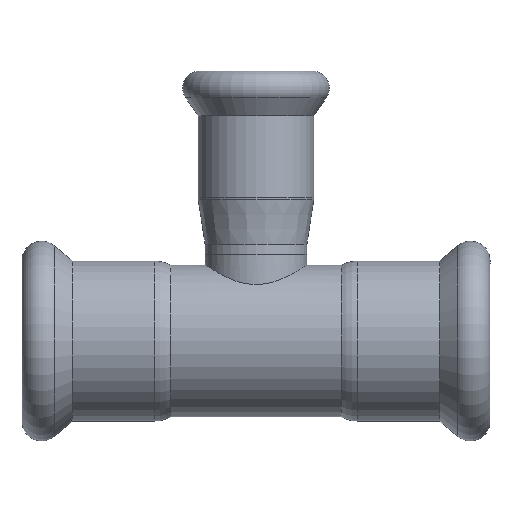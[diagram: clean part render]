
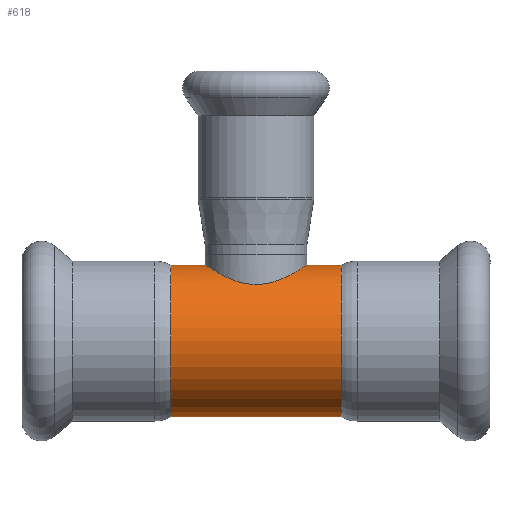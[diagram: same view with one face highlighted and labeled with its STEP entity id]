
A CAD part, front view. The second image highlights one B-rep face of the part: STEP entity #618.
In plain terms, the highlighted cylindrical face has radius 12 mm (diameter 24 mm), a full revolution.
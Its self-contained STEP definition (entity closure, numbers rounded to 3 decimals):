
#106=FACE_BOUND($,#206,.T.);
#107=FACE_BOUND($,#207,.T.);
#108=FACE_BOUND($,#208,.T.);
#155=B_SPLINE_CURVE_WITH_KNOTS($,3,(#1050,#1051,#1052,#1053,#1054,#1055,
#1056,#1057,#1058,#1059,#1060,#1061,#1062,#1063,#1064,#1065,#1066,#1067,
#1068,#1069,#1070,#1071,#1072,#1073,#1074,#1075,#1076,#1077,#1078,#1079,
#1080,#1081,#1082,#1083),.UNSPECIFIED.,.T.,.F.,(4,2,2,2,2,2,2,2,2,2,2,2,
2,2,2,2,4),(0.,0.316,0.631,0.943,1.256,
1.568,1.88,2.195,2.511,2.827,
3.142,3.454,3.767,4.079,4.391,
4.707,5.022),.UNSPECIFIED.);
#206=EDGE_LOOP($,(#472));
#207=EDGE_LOOP($,(#473));
#208=EDGE_LOOP($,(#474));
#300=CIRCLE($,#678,12.);
#301=CIRCLE($,#679,12.);
#349=VERTEX_POINT($,#1049);
#350=VERTEX_POINT($,#1084);
#351=VERTEX_POINT($,#1086);
#406=EDGE_CURVE($,#349,#349,#155,.T.);
#407=EDGE_CURVE($,#350,#350,#300,.T.);
#408=EDGE_CURVE($,#351,#351,#301,.T.);
#472=ORIENTED_EDGE($,*,*,#406,.T.);
#473=ORIENTED_EDGE($,*,*,#407,.F.);
#474=ORIENTED_EDGE($,*,*,#408,.T.);
#603=CYLINDRICAL_SURFACE($,#677,12.);
#618=ADVANCED_FACE($,(#106,#107,#108),#603,.T.);
#677=AXIS2_PLACEMENT_3D($,#1048,#787,#788);
#678=AXIS2_PLACEMENT_3D($,#1085,#789,#790);
#679=AXIS2_PLACEMENT_3D($,#1087,#791,#792);
#787=DIRECTION('center_axis',(1.,0.,0.));
#788=DIRECTION('ref_axis',(0.,1.,0.));
#789=DIRECTION('center_axis',(1.,0.,0.));
#790=DIRECTION('ref_axis',(0.,1.,0.));
#791=DIRECTION('center_axis',(1.,0.,0.));
#792=DIRECTION('ref_axis',(0.,1.,0.));
#1048=CARTESIAN_POINT('Origin',(0.,0.,0.));
#1049=CARTESIAN_POINT('',(0.,8.,8.944));
#1050=CARTESIAN_POINT('Ctrl Pts',(0.,8.,8.944));
#1051=CARTESIAN_POINT('Ctrl Pts',(1.052,8.,8.944));
#1052=CARTESIAN_POINT('Ctrl Pts',(2.133,7.783,9.149));
#1053=CARTESIAN_POINT('Ctrl Pts',(4.085,6.959,9.79));
#1054=CARTESIAN_POINT('Ctrl Pts',(4.961,6.353,10.211));
#1055=CARTESIAN_POINT('Ctrl Pts',(6.345,4.969,10.951));
#1056=CARTESIAN_POINT('Ctrl Pts',(6.957,4.091,11.327));
#1057=CARTESIAN_POINT('Ctrl Pts',(7.785,2.128,11.853));
#1058=CARTESIAN_POINT('Ctrl Pts',(8.,1.04,12.));
#1059=CARTESIAN_POINT('Ctrl Pts',(8.,-1.04,12.));
#1060=CARTESIAN_POINT('Ctrl Pts',(7.785,-2.128,11.853));
#1061=CARTESIAN_POINT('Ctrl Pts',(6.957,-4.091,11.327));
#1062=CARTESIAN_POINT('Ctrl Pts',(6.345,-4.969,10.951));
#1063=CARTESIAN_POINT('Ctrl Pts',(4.961,-6.353,10.211));
#1064=CARTESIAN_POINT('Ctrl Pts',(4.085,-6.959,9.79));
#1065=CARTESIAN_POINT('Ctrl Pts',(2.133,-7.783,9.149));
#1066=CARTESIAN_POINT('Ctrl Pts',(1.052,-8.,8.944));
#1067=CARTESIAN_POINT('Ctrl Pts',(-1.052,-8.,8.944));
#1068=CARTESIAN_POINT('Ctrl Pts',(-2.133,-7.783,9.149));
#1069=CARTESIAN_POINT('Ctrl Pts',(-4.085,-6.959,9.79));
#1070=CARTESIAN_POINT('Ctrl Pts',(-4.961,-6.353,10.211));
#1071=CARTESIAN_POINT('Ctrl Pts',(-6.345,-4.969,10.951));
#1072=CARTESIAN_POINT('Ctrl Pts',(-6.957,-4.091,11.327));
#1073=CARTESIAN_POINT('Ctrl Pts',(-7.785,-2.128,11.853));
#1074=CARTESIAN_POINT('Ctrl Pts',(-8.,-1.04,12.));
#1075=CARTESIAN_POINT('Ctrl Pts',(-8.,1.04,12.));
#1076=CARTESIAN_POINT('Ctrl Pts',(-7.785,2.128,11.853));
#1077=CARTESIAN_POINT('Ctrl Pts',(-6.957,4.091,11.327));
#1078=CARTESIAN_POINT('Ctrl Pts',(-6.345,4.969,10.951));
#1079=CARTESIAN_POINT('Ctrl Pts',(-4.961,6.353,10.211));
#1080=CARTESIAN_POINT('Ctrl Pts',(-4.085,6.959,9.79));
#1081=CARTESIAN_POINT('Ctrl Pts',(-2.133,7.783,9.149));
#1082=CARTESIAN_POINT('Ctrl Pts',(-1.052,8.,8.944));
#1083=CARTESIAN_POINT('Ctrl Pts',(0.,8.,8.944));
#1084=CARTESIAN_POINT('',(16.,12.,0.));
#1085=CARTESIAN_POINT('Origin',(16.,0.,0.));
#1086=CARTESIAN_POINT('',(-16.,12.,0.));
#1087=CARTESIAN_POINT('Origin',(-16.,0.,0.));
